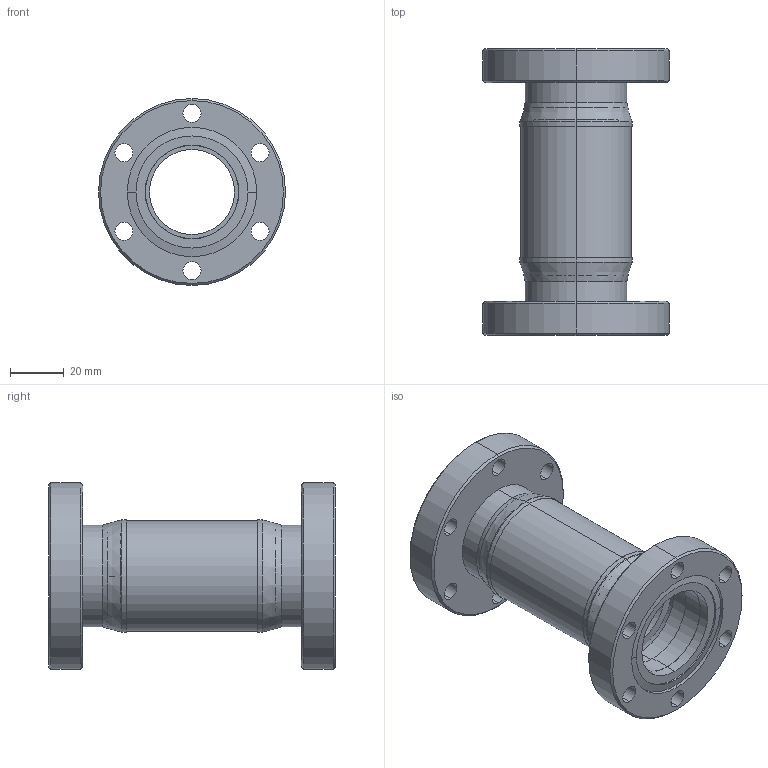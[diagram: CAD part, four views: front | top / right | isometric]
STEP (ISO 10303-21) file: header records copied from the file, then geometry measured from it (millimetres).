
FILE_DESCRIPTION (( 'STEP AP214' ), '1' );
FILE_NAME ('420XIS040-30.step', '2017-07-10T09:14:52', ( 'install' ), ( '' ), 'SwSTEP 2.0', 'SolidWorks 2015', '' );
FILE_SCHEMA (( 'AUTOMOTIVE_DESIGN' ));
Length unit declared in the file: inch
Products named in the file (1): 420XIS040-30
Bounding box: 69.85 x 107.14 x 69.85 mm (x, y, z)
Surface area: 45945.4 mm2 (no closed solid volume)
Topology: 0 solids, 11 shells, 99 faces, 250 edges, 162 vertices
Faces by surface type: cylinder 60, cone 28, plane 11
Entity records: 4321 total; most frequent: CARTESIAN_POINT 1744, DIRECTION 588, ORIENTED_EDGE 456, EDGE_CURVE 250, AXIS2_PLACEMENT_3D 250, VERTEX_POINT 162, CIRCLE 150, EDGE_LOOP 134
